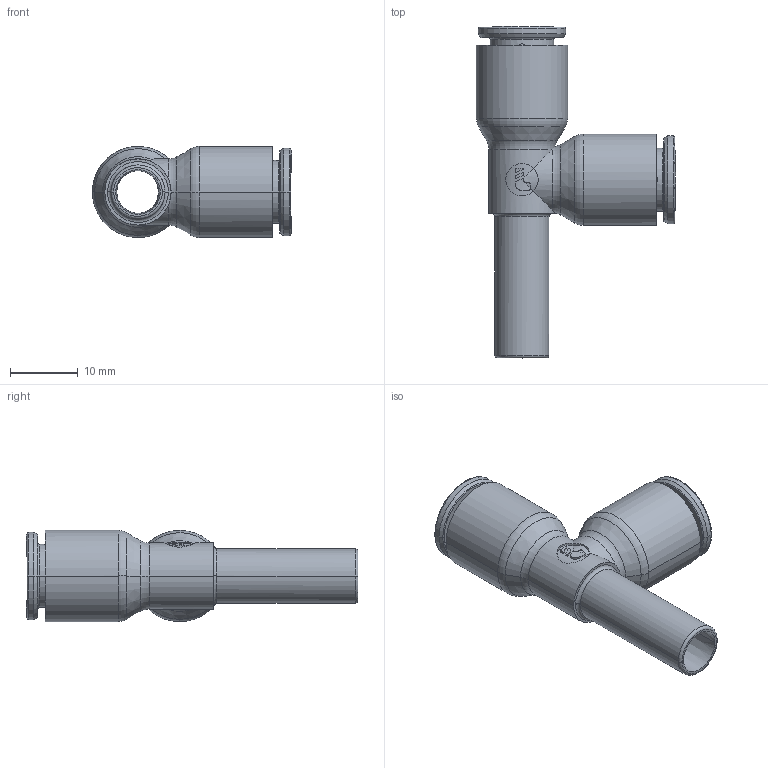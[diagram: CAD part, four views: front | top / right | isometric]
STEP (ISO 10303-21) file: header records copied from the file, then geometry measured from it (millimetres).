
FILE_DESCRIPTION(('STEP AP214'),'1');
FILE_NAME('6883_08_00.stp','2016-07-07T14:49:29',('TraceParts'),('TraceParts S.A.'),'Spatial InterOp 3D',' ',' ');
FILE_SCHEMA(('automotive_design'));
Length unit declared in the file: millimetre
Products named in the file (11): 6883 08 00|44108-19_ASM_2237#44108-19_ASM|44108-30_2233#44108-30;Solide1; 6883 08 00|44108-19_ASM_2237#44108-19_ASM|44108-32_2234#44108-32;Solide1; 6883 08 00|44108-19_ASM_2237#44108-19_ASM|44108_2235#44108;Solide1; 6883 08 00|44108-19_ASM_2237#44108-19_ASM|44108-40_2236#44108-40;Solide1; 6883 08 00|44108-19_ASM_2239#44108-19_ASM|44108-30_2233#44108-30;Solide1; 6883 08 00|44108-19_ASM_2239#44108-19_ASM|44108-32_2234#44108-32;Solide1; 6883 08 00|44108-19_ASM_2239#44108-19_ASM|44108_2235#44108;Solide1; 6883 08 00|44108-19_ASM_2239#44108-19_ASM|44108-40_2236#44108-40;Solide1; 6883 08 00|44518-15_2232#44518-15;Solide1; 6883 08 00|44108-11-10-ASM_2238#44108-11-10-ASM;Solide1; 6883 08 00|44108-11-10-ASM_2240#44108-11-10-ASM;Solide1
Bounding box: 29.5 x 49.15 x 13.5 mm (x, y, z)
Volume: 3247.9 mm3; surface area: 7463.4 mm2
Topology: 11 solids, 11 shells, 1318 faces, 3501 edges, 2261 vertices
Faces by surface type: plane 803, cone 158, cylinder 150, bspline 108, torus 95, sphere 4
Entity records: 56758 total; most frequent: CARTESIAN_POINT 13431, ORIENTED_EDGE 6994, DIRECTION 6399, EDGE_CURVE 3497, LINE 2475, VECTOR 2475, VERTEX_POINT 2261, AXIS2_PLACEMENT_3D 1962
